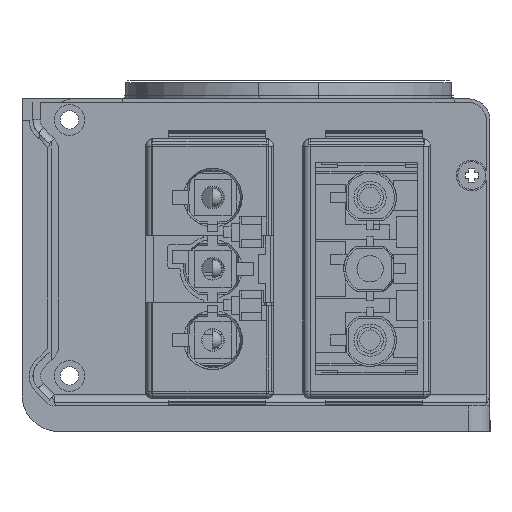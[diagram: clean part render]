
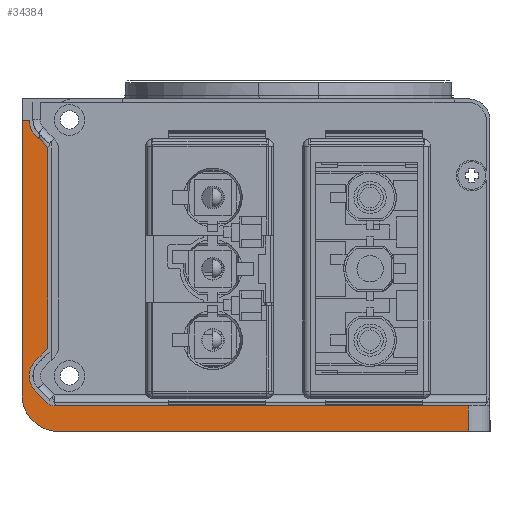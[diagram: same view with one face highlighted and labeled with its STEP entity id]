
A CAD part, front view. The second image highlights one B-rep face of the part: STEP entity #34384.
In plain terms, the highlighted planar face has unit normal (0, -1, 0).
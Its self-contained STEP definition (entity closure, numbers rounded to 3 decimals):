
#2771=PLANE('',#48411);
#4788=FACE_OUTER_BOUND('',#7033,.T.);
#7033=EDGE_LOOP('',(#31334,#31335,#31336,#31337,#31338,#31339,#31340,#31341,
#31342,#31343,#31344,#31345,#31346,#31347,#31348));
#8074=CIRCLE('',#48412,1.5);
#8075=CIRCLE('',#48413,3.);
#8076=CIRCLE('',#48414,0.5);
#8077=CIRCLE('',#48415,0.5);
#8078=CIRCLE('',#48416,3.);
#8079=CIRCLE('',#48417,5.);
#12647=VERTEX_POINT('',#79344);
#12648=VERTEX_POINT('',#79345);
#12649=VERTEX_POINT('',#79347);
#12650=VERTEX_POINT('',#79349);
#12651=VERTEX_POINT('',#79351);
#12652=VERTEX_POINT('',#79353);
#12653=VERTEX_POINT('',#79355);
#12654=VERTEX_POINT('',#79357);
#12655=VERTEX_POINT('',#79359);
#12656=VERTEX_POINT('',#79361);
#12657=VERTEX_POINT('',#79363);
#12658=VERTEX_POINT('',#79365);
#12659=VERTEX_POINT('',#79367);
#12660=VERTEX_POINT('',#79369);
#12661=VERTEX_POINT('',#79371);
#19482=EDGE_CURVE('',#12647,#12648,#39640,.T.);
#19483=EDGE_CURVE('',#12649,#12647,#8074,.T.);
#19484=EDGE_CURVE('',#12650,#12649,#39641,.T.);
#19485=EDGE_CURVE('',#12651,#12650,#8075,.T.);
#19486=EDGE_CURVE('',#12652,#12651,#39642,.T.);
#19487=EDGE_CURVE('',#12653,#12652,#8076,.T.);
#19488=EDGE_CURVE('',#12654,#12653,#39643,.T.);
#19489=EDGE_CURVE('',#12655,#12654,#8077,.T.);
#19490=EDGE_CURVE('',#12656,#12655,#39644,.T.);
#19491=EDGE_CURVE('',#12657,#12656,#8078,.T.);
#19492=EDGE_CURVE('',#12658,#12657,#39645,.T.);
#19493=EDGE_CURVE('',#12659,#12658,#39646,.T.);
#19494=EDGE_CURVE('',#12660,#12659,#8079,.T.);
#19495=EDGE_CURVE('',#12660,#12661,#39647,.T.);
#19496=EDGE_CURVE('',#12648,#12661,#39648,.T.);
#31334=ORIENTED_EDGE('',*,*,#19482,.F.);
#31335=ORIENTED_EDGE('',*,*,#19483,.F.);
#31336=ORIENTED_EDGE('',*,*,#19484,.F.);
#31337=ORIENTED_EDGE('',*,*,#19485,.F.);
#31338=ORIENTED_EDGE('',*,*,#19486,.F.);
#31339=ORIENTED_EDGE('',*,*,#19487,.F.);
#31340=ORIENTED_EDGE('',*,*,#19488,.F.);
#31341=ORIENTED_EDGE('',*,*,#19489,.F.);
#31342=ORIENTED_EDGE('',*,*,#19490,.F.);
#31343=ORIENTED_EDGE('',*,*,#19491,.F.);
#31344=ORIENTED_EDGE('',*,*,#19492,.F.);
#31345=ORIENTED_EDGE('',*,*,#19493,.F.);
#31346=ORIENTED_EDGE('',*,*,#19494,.F.);
#31347=ORIENTED_EDGE('',*,*,#19495,.T.);
#31348=ORIENTED_EDGE('',*,*,#19496,.F.);
#34384=ADVANCED_FACE('',(#4788),#2771,.T.);
#39640=LINE('',#79346,#45129);
#39641=LINE('',#79350,#45130);
#39642=LINE('',#79354,#45131);
#39643=LINE('',#79358,#45132);
#39644=LINE('',#79362,#45133);
#39645=LINE('',#79366,#45134);
#39646=LINE('',#79368,#45135);
#39647=LINE('',#79372,#45136);
#39648=LINE('',#79373,#45137);
#45129=VECTOR('',#59397,56.575);
#45130=VECTOR('',#59400,2.166);
#45131=VECTOR('',#59403,2.086);
#45132=VECTOR('',#59406,27.101);
#45133=VECTOR('',#59409,2.086);
#45134=VECTOR('',#59412,1.002);
#45135=VECTOR('',#59413,37.5);
#45136=VECTOR('',#59416,56.);
#45137=VECTOR('',#59417,3.5);
#48411=AXIS2_PLACEMENT_3D('',#79343,#59395,#59396);
#48412=AXIS2_PLACEMENT_3D('',#79348,#59398,#59399);
#48413=AXIS2_PLACEMENT_3D('',#79352,#59401,#59402);
#48414=AXIS2_PLACEMENT_3D('',#79356,#59404,#59405);
#48415=AXIS2_PLACEMENT_3D('',#79360,#59407,#59408);
#48416=AXIS2_PLACEMENT_3D('',#79364,#59410,#59411);
#48417=AXIS2_PLACEMENT_3D('',#79370,#59414,#59415);
#59395=DIRECTION('center_axis',(0.,-1.,0.));
#59396=DIRECTION('ref_axis',(0.,0.,
1.));
#59397=DIRECTION('',(1.,0.,0.));
#59398=DIRECTION('center_axis',(0.,-1.,0.));
#59399=DIRECTION('ref_axis',(-0.391,0.,-0.92));
#59400=DIRECTION('',(0.694,0.,-0.72));
#59401=DIRECTION('center_axis',(0.,-1.,0.));
#59402=DIRECTION('ref_axis',(-1.,0.,0.009));
#59403=DIRECTION('',(-0.707,0.,-0.707));
#59404=DIRECTION('center_axis',(0.,1.,0.));
#59405=DIRECTION('ref_axis',(0.924,0.,-0.383));
#59406=DIRECTION('',(0.,0.,-1.));
#59407=DIRECTION('center_axis',(0.,1.,0.));
#59408=DIRECTION('ref_axis',(0.924,0.,0.383));
#59409=DIRECTION('',(0.707,0.,-0.707));
#59410=DIRECTION('center_axis',(0.,-1.,0.));
#59411=DIRECTION('ref_axis',(-0.916,0.,-0.401));
#59412=DIRECTION('',(1.,0.,0.));
#59413=DIRECTION('',(0.,0.,1.));
#59414=DIRECTION('center_axis',(0.,1.,0.));
#59415=DIRECTION('ref_axis',(-0.707,0.,-0.707));
#59416=DIRECTION('',(1.,0.,0.));
#59417=DIRECTION('',(0.,0.,-1.));
#79343=CARTESIAN_POINT('Origin',(-2.,-77.,-1.8));
#79344=CARTESIAN_POINT('',(-29.575,-77.,-0.3));
#79345=CARTESIAN_POINT('',(27.,-77.,-0.3));
#79346=CARTESIAN_POINT('',(14.,-77.,-0.3));
#79347=CARTESIAN_POINT('',(-30.655,-77.,0.158));
#79348=CARTESIAN_POINT('Origin',(-29.575,-77.,1.2));
#79349=CARTESIAN_POINT('',(-32.159,-77.,1.717));
#79350=CARTESIAN_POINT('',(-24.008,-77.,-6.729));
#79351=CARTESIAN_POINT('',(-32.121,-77.,5.921));
#79352=CARTESIAN_POINT('Origin',(-30.,-77.,3.8));
#79353=CARTESIAN_POINT('',(-30.646,-77.,7.396));
#79354=CARTESIAN_POINT('',(-25.637,-77.,12.405));
#79355=CARTESIAN_POINT('',(-30.5,-77.,7.75));
#79356=CARTESIAN_POINT('Origin',(-31.,-77.,7.75));
#79357=CARTESIAN_POINT('',(-30.5,-77.,34.85));
#79358=CARTESIAN_POINT('',(-30.5,-77.,-2.8));
#79359=CARTESIAN_POINT('',(-30.646,-77.,35.204));
#79360=CARTESIAN_POINT('Origin',(-31.,-77.,34.85));
#79361=CARTESIAN_POINT('',(-32.121,-77.,36.679));
#79362=CARTESIAN_POINT('',(-14.971,-77.,19.529));
#79363=CARTESIAN_POINT('',(-32.998,-77.,38.7));
#79364=CARTESIAN_POINT('Origin',(-30.,-77.,38.8));
#79365=CARTESIAN_POINT('',(-34.,-77.,38.7));
#79366=CARTESIAN_POINT('',(14.,-77.,38.7));
#79367=CARTESIAN_POINT('',(-34.,-77.,1.2));
#79368=CARTESIAN_POINT('',(-34.,-77.,30.325));
#79369=CARTESIAN_POINT('',(-29.,-77.,-3.8));
#79370=CARTESIAN_POINT('Origin',(-29.,-77.,1.2));
#79371=CARTESIAN_POINT('',(27.,-77.,-3.8));
#79372=CARTESIAN_POINT('',(30.,-77.,-3.8));
#79373=CARTESIAN_POINT('',(27.,-77.,-2.8));
